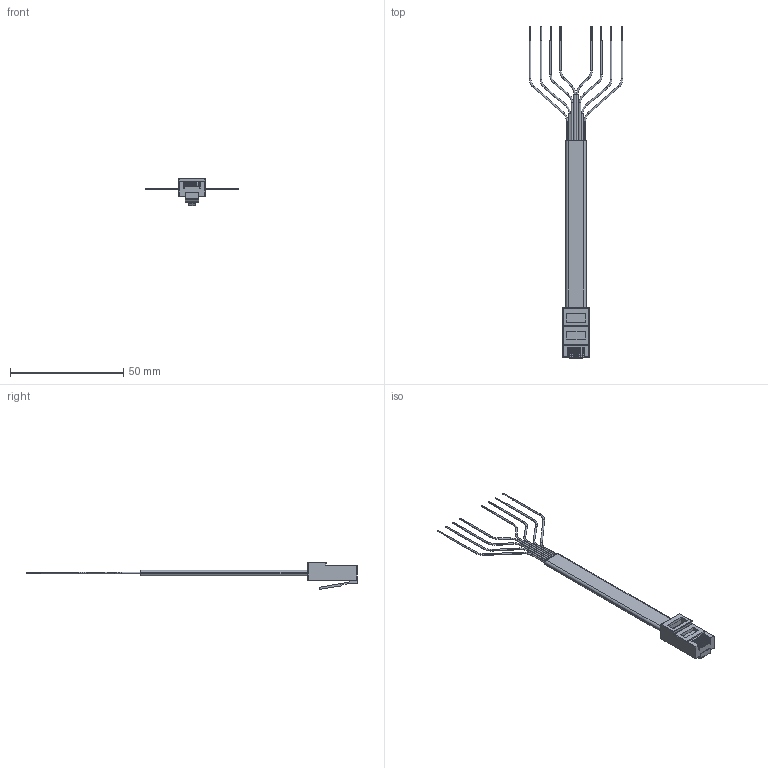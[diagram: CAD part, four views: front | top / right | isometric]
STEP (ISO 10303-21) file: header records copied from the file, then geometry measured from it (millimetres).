
FILE_DESCRIPTION (( 'STEP AP203' ), '1' );
FILE_NAME ('TDC005.STEP', '2006-06-23T20:21:24', ( 'lcom' ), ( 'lcom' ), 'SwSTEP 2.0', 'SolidWorks 2006004', '' );
FILE_SCHEMA (( 'CONFIG_CONTROL_DESIGN' ));
Length unit declared in the file: inch
Products named in the file (3): TDC005; TSP3088; TDB8-PROD_8 COND FLAT CABLE
Assembly tree (2 placements, depth 2):
  TDC005
    TSP3088
    TDB8-PROD_8 COND FLAT CABLE
Bounding box: 41.4 x 146.89 x 11.96 mm (x, y, z)
Volume: 3196.8 mm3; surface area: 4503.7 mm2
Topology: 2 solids, 2 shells, 333 faces, 804 edges, 497 vertices
Faces by surface type: plane 142, cylinder 128, torus 36, bspline 17, sphere 10
Entity records: 11384 total; most frequent: CARTESIAN_POINT 3255, DIRECTION 1685, ORIENTED_EDGE 1588, EDGE_CURVE 794, AXIS2_PLACEMENT_3D 611, VERTEX_POINT 497, VECTOR 463, LINE 463
